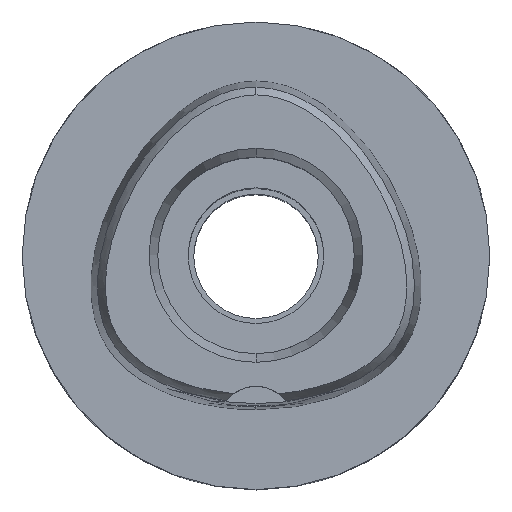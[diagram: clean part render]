
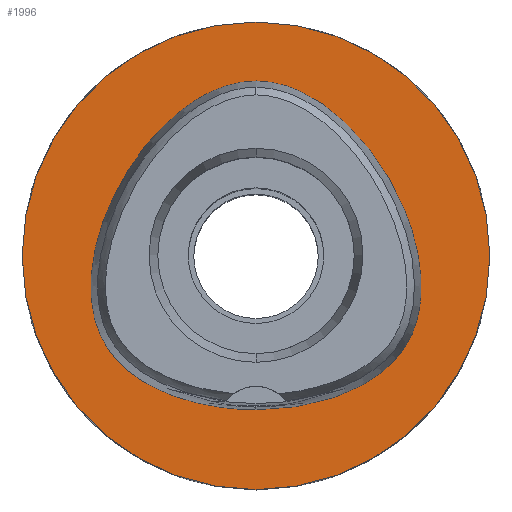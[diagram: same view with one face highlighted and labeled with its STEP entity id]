
A CAD part, top view. The second image highlights one B-rep face of the part: STEP entity #1996.
In plain terms, the highlighted planar face has unit normal (0, 0, 1).
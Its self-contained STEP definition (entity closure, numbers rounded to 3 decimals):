
#25 = CARTESIAN_POINT ( 'NONE',  ( -11.466, 12.452, 0. ) ) ;
#158 = DIRECTION ( 'NONE',  ( 0., -1., 0. ) ) ;
#186 = CARTESIAN_POINT ( 'NONE',  ( 17.498, -0.229, 0. ) ) ;
#191 = DIRECTION ( 'NONE',  ( 0., 1., 0. ) ) ;
#193 = EDGE_CURVE ( 'NONE', #4291, #1532, #2701, .T. ) ;
#246 = VERTEX_POINT ( 'NONE', #1063 ) ;
#252 = CARTESIAN_POINT ( 'NONE',  ( 16.206, -9.357, 0. ) ) ;
#340 = CARTESIAN_POINT ( 'NONE',  ( -13.507, -12.483, 0. ) ) ;
#470 = CARTESIAN_POINT ( 'NONE',  ( 5.051, -16.156, 0. ) ) ;
#507 = CARTESIAN_POINT ( 'NONE',  ( 0., 0., 0. ) ) ;
#551 = CARTESIAN_POINT ( 'NONE',  ( 0.68, 18.695, 0. ) ) ;
#605 = FACE_OUTER_BOUND ( 'NONE', #3139, .T. ) ;
#606 = CARTESIAN_POINT ( 'NONE',  ( 16.669, -8.446, 0. ) ) ;
#626 = CARTESIAN_POINT ( 'NONE',  ( 11.687, -13.704, 0. ) ) ;
#670 = CARTESIAN_POINT ( 'NONE',  ( -8.947, -15.039, 0. ) ) ;
#921 = CARTESIAN_POINT ( 'NONE',  ( 14.788, -11.282, 0. ) ) ;
#945 = CARTESIAN_POINT ( 'NONE',  ( 2.041, 18.55, 0. ) ) ;
#981 = CARTESIAN_POINT ( 'NONE',  ( 0., 18.695, 0. ) ) ;
#1036 = CARTESIAN_POINT ( 'NONE',  ( -16.206, -9.357, 0. ) ) ;
#1063 = CARTESIAN_POINT ( 'NONE',  ( 0., -25., 0. ) ) ;
#1284 = CARTESIAN_POINT ( 'NONE',  ( 11.466, 12.452, 0. ) ) ;
#1453 = CARTESIAN_POINT ( 'NONE',  ( -17.564, -5.456, 0. ) ) ;
#1532 = VERTEX_POINT ( 'NONE', #981 ) ;
#1544 = AXIS2_PLACEMENT_3D ( 'NONE', #2830, #2913, #3268 ) ;
#1554 = EDGE_CURVE ( 'NONE', #2564, #246, #2891, .T. ) ;
#1702 = CARTESIAN_POINT ( 'NONE',  ( 0., 0., 0. ) ) ;
#1737 = CARTESIAN_POINT ( 'NONE',  ( 17.711, -3.269, 0. ) ) ;
#1760 = ORIENTED_EDGE ( 'NONE', *, *, #3214, .F. ) ;
#1825 = CARTESIAN_POINT ( 'NONE',  ( -1.684, -16.455, 0. ) ) ;
#1855 = CARTESIAN_POINT ( 'NONE',  ( -2.041, 18.55, 0. ) ) ;
#1996 = ADVANCED_FACE ( 'NONE', ( #605, #4317 ), #2102, .F. ) ;
#2078 = CARTESIAN_POINT ( 'NONE',  ( 17.165, -7.166, 0. ) ) ;
#2102 = PLANE ( 'NONE',  #1544 ) ;
#2168 = CARTESIAN_POINT ( 'NONE',  ( -5.051, -16.156, 0. ) ) ;
#2260 = CARTESIAN_POINT ( 'NONE',  ( -17.498, -0.229, 0. ) ) ;
#2496 = CARTESIAN_POINT ( 'NONE',  ( 14.38, 8.302, 0. ) ) ;
#2520 = EDGE_LOOP ( 'NONE', ( #1760, #3199 ) ) ;
#2536 = CARTESIAN_POINT ( 'NONE',  ( -4.729, 17.735, 0. ) ) ;
#2564 = VERTEX_POINT ( 'NONE', #2859 ) ;
#2610 = CARTESIAN_POINT ( 'NONE',  ( -15.649, -10.213, 0. ) ) ;
#2701 = B_SPLINE_CURVE_WITH_KNOTS ( 'NONE', 3,
 ( #3846, #4368, #470, #2858, #626, #3935, #921, #4732, #252, #606, #2078, #3588, #1737, #186, #3167, #2496, #1284, #4664, #2808, #945, #551, #3564 ),
 .UNSPECIFIED., .F., .F.,
 ( 4, 1, 1, 1, 1, 1, 1, 1, 1, 1, 1, 1, 1, 1, 1, 1, 1, 1, 1, 4 ),
 ( 0., 0.083, 0.167, 0.208, 0.25, 0.292, 0.312, 0.333, 0.354, 0.375, 0.417, 0.458, 0.5, 0.583, 0.667, 0.75, 0.833, 0.917, 0.958, 1. ),
 .UNSPECIFIED. ) ;
#2717 = AXIS2_PLACEMENT_3D ( 'NONE', #507, #2760, #158 ) ;
#2760 = DIRECTION ( 'NONE',  ( 0., 0., -1. ) ) ;
#2808 = CARTESIAN_POINT ( 'NONE',  ( 4.729, 17.735, 0. ) ) ;
#2830 = CARTESIAN_POINT ( 'NONE',  ( 0., 0., 0. ) ) ;
#2858 = CARTESIAN_POINT ( 'NONE',  ( 8.947, -15.039, 0. ) ) ;
#2859 = CARTESIAN_POINT ( 'NONE',  ( 0., 25., 0. ) ) ;
#2891 = CIRCLE ( 'NONE', #4360, 25. ) ;
#2913 = DIRECTION ( 'NONE',  ( 0., 0., -1. ) ) ;
#2930 = CARTESIAN_POINT ( 'NONE',  ( -16.669, -8.446, 0. ) ) ;
#2951 = CARTESIAN_POINT ( 'NONE',  ( -14.38, 8.302, 0. ) ) ;
#2956 = CIRCLE ( 'NONE', #2717, 25. ) ;
#2995 = CARTESIAN_POINT ( 'NONE',  ( -11.687, -13.704, 0. ) ) ;
#3018 = CARTESIAN_POINT ( 'NONE',  ( -14.788, -11.282, 0. ) ) ;
#3128 = B_SPLINE_CURVE_WITH_KNOTS ( 'NONE', 3,
 ( #3699, #3309, #1855, #2536, #3776, #25, #2951, #3356, #2260, #4779, #1453, #4797, #2930, #1036, #2610, #3018, #340, #2995, #670, #2168, #1825, #3332 ),
 .UNSPECIFIED., .F., .F.,
 ( 4, 1, 1, 1, 1, 1, 1, 1, 1, 1, 1, 1, 1, 1, 1, 1, 1, 1, 1, 4 ),
 ( 0., 0.042, 0.083, 0.167, 0.25, 0.333, 0.417, 0.5, 0.542, 0.583, 0.625, 0.646, 0.667, 0.688, 0.708, 0.75, 0.792, 0.833, 0.917, 1. ),
 .UNSPECIFIED. ) ;
#3139 = EDGE_LOOP ( 'NONE', ( #4626, #3235 ) ) ;
#3167 = CARTESIAN_POINT ( 'NONE',  ( 16.517, 3.703, 0. ) ) ;
#3199 = ORIENTED_EDGE ( 'NONE', *, *, #193, .F. ) ;
#3200 = DIRECTION ( 'NONE',  ( 0., 0., -1. ) ) ;
#3214 = EDGE_CURVE ( 'NONE', #1532, #4291, #3128, .T. ) ;
#3235 = ORIENTED_EDGE ( 'NONE', *, *, #4288, .F. ) ;
#3268 = DIRECTION ( 'NONE',  ( 0., -1., 0. ) ) ;
#3309 = CARTESIAN_POINT ( 'NONE',  ( -0.68, 18.695, 0. ) ) ;
#3332 = CARTESIAN_POINT ( 'NONE',  ( 0., -16.455, 0. ) ) ;
#3356 = CARTESIAN_POINT ( 'NONE',  ( -16.517, 3.703, 0. ) ) ;
#3564 = CARTESIAN_POINT ( 'NONE',  ( 0., 18.695, 0. ) ) ;
#3588 = CARTESIAN_POINT ( 'NONE',  ( 17.564, -5.456, 0. ) ) ;
#3699 = CARTESIAN_POINT ( 'NONE',  ( 0., 18.695, 0. ) ) ;
#3776 = CARTESIAN_POINT ( 'NONE',  ( -7.968, 15.831, 0. ) ) ;
#3846 = CARTESIAN_POINT ( 'NONE',  ( 0., -16.455, 0. ) ) ;
#3935 = CARTESIAN_POINT ( 'NONE',  ( 13.507, -12.483, 0. ) ) ;
#4288 = EDGE_CURVE ( 'NONE', #246, #2564, #2956, .T. ) ;
#4291 = VERTEX_POINT ( 'NONE', #4704 ) ;
#4317 = FACE_BOUND ( 'NONE', #2520, .T. ) ;
#4360 = AXIS2_PLACEMENT_3D ( 'NONE', #1702, #3200, #191 ) ;
#4368 = CARTESIAN_POINT ( 'NONE',  ( 1.684, -16.455, 0. ) ) ;
#4626 = ORIENTED_EDGE ( 'NONE', *, *, #1554, .F. ) ;
#4664 = CARTESIAN_POINT ( 'NONE',  ( 7.968, 15.831, 0. ) ) ;
#4704 = CARTESIAN_POINT ( 'NONE',  ( 0., -16.455, 0. ) ) ;
#4732 = CARTESIAN_POINT ( 'NONE',  ( 15.649, -10.213, 0. ) ) ;
#4779 = CARTESIAN_POINT ( 'NONE',  ( -17.711, -3.269, 0. ) ) ;
#4797 = CARTESIAN_POINT ( 'NONE',  ( -17.165, -7.166, 0. ) ) ;
